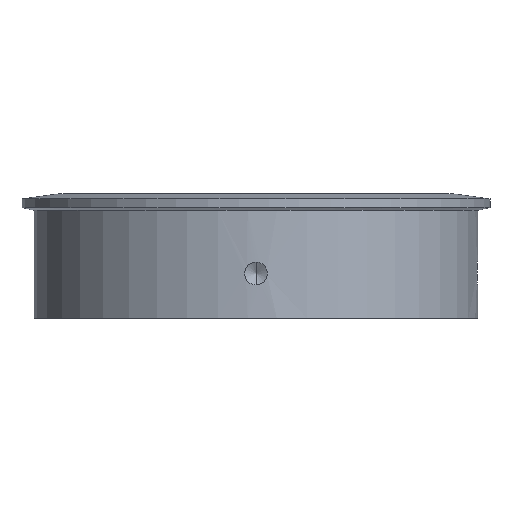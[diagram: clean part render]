
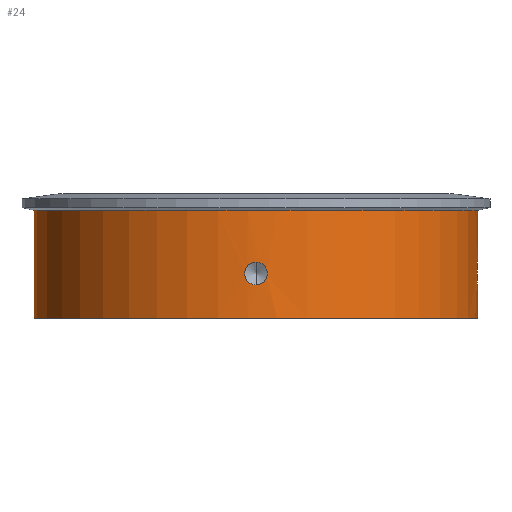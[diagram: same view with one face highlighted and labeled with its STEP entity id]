
A CAD part, front view. The second image highlights one B-rep face of the part: STEP entity #24.
In plain terms, the highlighted cylindrical face has radius 18.494 mm (diameter 36.988 mm), a partial arc.
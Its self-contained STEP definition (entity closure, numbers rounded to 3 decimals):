
#14=FACE_BOUND('',#93,.T.);
#24=ADVANCED_FACE('',(#58,#14),#488,.T.);
#58=FACE_OUTER_BOUND('',#92,.T.);
#92=EDGE_LOOP('',(#152,#153,#154,#155,#156,#157,#158));
#93=EDGE_LOOP('',(#159,#160));
#152=ORIENTED_EDGE('',*,*,#290,.F.);
#153=ORIENTED_EDGE('',*,*,#291,.T.);
#154=ORIENTED_EDGE('',*,*,#292,.T.);
#155=ORIENTED_EDGE('',*,*,#326,.F.);
#156=ORIENTED_EDGE('',*,*,#309,.F.);
#157=ORIENTED_EDGE('',*,*,#327,.F.);
#158=ORIENTED_EDGE('',*,*,#325,.F.);
#159=ORIENTED_EDGE('',*,*,#277,.T.);
#160=ORIENTED_EDGE('',*,*,#313,.T.);
#277=EDGE_CURVE('',#428,#447,#349,.T.);
#290=EDGE_CURVE('',#436,#454,#385,.T.);
#291=EDGE_CURVE('',#436,#437,#357,.T.);
#292=EDGE_CURVE('',#437,#457,#386,.T.);
#309=EDGE_CURVE('',#444,#456,#399,.T.);
#313=EDGE_CURVE('',#447,#428,#364,.T.);
#325=EDGE_CURVE('',#454,#455,#371,.T.);
#326=EDGE_CURVE('',#456,#457,#372,.T.);
#327=EDGE_CURVE('',#455,#444,#406,.T.);
#349=B_SPLINE_CURVE_WITH_KNOTS('',3,(#951,#952,#953,#954,#955,#956,#957,
#958,#959,#960,#961,#962,#963,#964,#965,#966,#967,#968,#969,#970,#971),
 .UNSPECIFIED.,.F.,.F.,(4,2,3,2,3,2,3,2,4),(0.,0.375,0.751,
1.126,1.501,1.877,2.252,2.628,
3.003),.UNSPECIFIED.);
#357=B_SPLINE_CURVE_WITH_KNOTS('',1,(#1035,#1036),.UNSPECIFIED.,.F.,.F.,
(2,2),(8.255,17.255),.UNSPECIFIED.);
#364=B_SPLINE_CURVE_WITH_KNOTS('',3,(#1133,#1134,#1135,#1136,#1137,#1138,
#1139,#1140,#1141,#1142,#1143,#1144,#1145,#1146,#1147,#1148,#1149,#1150,
#1151,#1152,#1153),.UNSPECIFIED.,.F.,.F.,(4,2,3,2,3,2,3,2,4),(3.003,
3.378,3.754,4.129,4.504,4.88,
5.255,5.631,6.006),.UNSPECIFIED.);
#371=B_SPLINE_CURVE_WITH_KNOTS('',1,(#1210,#1211),.UNSPECIFIED.,.F.,.F.,
(2,2),(8.255,12.013),.UNSPECIFIED.);
#372=B_SPLINE_CURVE_WITH_KNOTS('',1,(#1212,#1213),.UNSPECIFIED.,.F.,.F.,
(2,2),(14.913,17.255),.UNSPECIFIED.);
#385=(
BOUNDED_CURVE()
B_SPLINE_CURVE(2,(#1030,#1031,#1032,#1033,#1034),.UNSPECIFIED.,.F.,.F.)
B_SPLINE_CURVE_WITH_KNOTS((3,2,3),(0.,30.31,60.621),
 .UNSPECIFIED.)
CURVE()
GEOMETRIC_REPRESENTATION_ITEM()
RATIONAL_B_SPLINE_CURVE((1.,0.707,1.,0.707,1.))
REPRESENTATION_ITEM('')
);
#386=(
BOUNDED_CURVE()
B_SPLINE_CURVE(2,(#1037,#1038,#1039,#1040,#1041),.UNSPECIFIED.,.F.,.F.)
B_SPLINE_CURVE_WITH_KNOTS((3,2,3),(0.,30.31,60.621),
 .UNSPECIFIED.)
CURVE()
GEOMETRIC_REPRESENTATION_ITEM()
RATIONAL_B_SPLINE_CURVE((1.,0.707,1.,0.707,1.))
REPRESENTATION_ITEM('')
);
#399=(
BOUNDED_CURVE()
B_SPLINE_CURVE(3,(#1111,#1112,#1113,#1114,#1115,#1116,#1117,#1118,#1119,
#1120,#1121,#1122,#1123),.UNSPECIFIED.,.F.,.F.)
B_SPLINE_CURVE_WITH_KNOTS((4,3,3,3,4),(4.586,5.16,
5.733,6.306,6.88),.UNSPECIFIED.)
CURVE()
GEOMETRIC_REPRESENTATION_ITEM()
RATIONAL_B_SPLINE_CURVE((1.,1.,1.,1.,
1.,1.,1.,1.,
1.,1.,1.,1.,
1.))
REPRESENTATION_ITEM('')
);
#406=(
BOUNDED_CURVE()
B_SPLINE_CURVE(3,(#1214,#1215,#1216,#1217,#1218,#1219,#1220,#1221,#1222,
#1223,#1224,#1225,#1226),.UNSPECIFIED.,.F.,.F.)
B_SPLINE_CURVE_WITH_KNOTS((4,3,3,3,4),(2.293,2.867,
3.44,4.013,4.586),.UNSPECIFIED.)
CURVE()
GEOMETRIC_REPRESENTATION_ITEM()
RATIONAL_B_SPLINE_CURVE((1.,1.,1.,1.,
1.,1.,1.,1.,
1.,1.,1.,1.,
1.))
REPRESENTATION_ITEM('')
);
#428=VERTEX_POINT('',#878);
#436=VERTEX_POINT('',#886);
#437=VERTEX_POINT('',#887);
#444=VERTEX_POINT('',#894);
#447=VERTEX_POINT('',#897);
#454=VERTEX_POINT('',#904);
#455=VERTEX_POINT('',#905);
#456=VERTEX_POINT('',#906);
#457=VERTEX_POINT('',#907);
#488=CYLINDRICAL_SURFACE('',#593,18.494);
#593=AXIS2_PLACEMENT_3D('',#669,#616,$);
#616=DIRECTION('',(0.,0.,1.));
#669=CARTESIAN_POINT('',(0.,0.,1.459));
#878=CARTESIAN_POINT('',(0.,-18.494,1.65));
#886=CARTESIAN_POINT('',(-18.494,0.,5.959));
#887=CARTESIAN_POINT('',(-18.494,0.,-3.041));
#894=CARTESIAN_POINT('',(18.437,-1.45,0.751));
#897=CARTESIAN_POINT('',(0.,-18.494,-0.249));
#904=CARTESIAN_POINT('',(18.494,0.,5.959));
#905=CARTESIAN_POINT('',(18.494,0.,2.201));
#906=CARTESIAN_POINT('',(18.494,0.,-0.699));
#907=CARTESIAN_POINT('',(18.494,0.,-3.041));
#951=CARTESIAN_POINT('',(0.,-18.494,1.65));
#952=CARTESIAN_POINT('',(0.125,-18.494,1.65));
#953=CARTESIAN_POINT('',(0.248,-18.493,1.625));
#954=CARTESIAN_POINT('',(0.479,-18.488,1.53));
#955=CARTESIAN_POINT('',(0.583,-18.485,1.46));
#956=CARTESIAN_POINT('',(0.671,-18.482,1.372));
#957=CARTESIAN_POINT('',(0.76,-18.479,1.284));
#958=CARTESIAN_POINT('',(0.83,-18.475,1.179));
#959=CARTESIAN_POINT('',(0.925,-18.471,0.948));
#960=CARTESIAN_POINT('',(0.95,-18.47,0.825));
#961=CARTESIAN_POINT('',(0.95,-18.47,0.7));
#962=CARTESIAN_POINT('',(0.95,-18.47,0.576));
#963=CARTESIAN_POINT('',(0.925,-18.471,0.452));
#964=CARTESIAN_POINT('',(0.83,-18.475,0.222));
#965=CARTESIAN_POINT('',(0.76,-18.479,0.117));
#966=CARTESIAN_POINT('',(0.671,-18.482,0.029));
#967=CARTESIAN_POINT('',(0.583,-18.485,-0.059));
#968=CARTESIAN_POINT('',(0.479,-18.488,-0.129));
#969=CARTESIAN_POINT('',(0.248,-18.493,-0.225));
#970=CARTESIAN_POINT('',(0.125,-18.494,-0.249));
#971=CARTESIAN_POINT('',(0.,-18.494,-0.249));
#1030=CARTESIAN_POINT('',(-18.494,0.,5.959));
#1031=CARTESIAN_POINT('',(-18.494,-18.494,5.959));
#1032=CARTESIAN_POINT('',(0.,-18.494,5.959));
#1033=CARTESIAN_POINT('',(18.494,-18.494,5.959));
#1034=CARTESIAN_POINT('',(18.494,0.,5.959));
#1035=CARTESIAN_POINT('',(-18.494,0.,5.959));
#1036=CARTESIAN_POINT('',(-18.494,0.,-3.041));
#1037=CARTESIAN_POINT('',(-18.494,0.,-3.041));
#1038=CARTESIAN_POINT('',(-18.494,-18.494,-3.041));
#1039=CARTESIAN_POINT('',(0.,-18.494,-3.041));
#1040=CARTESIAN_POINT('',(18.494,-18.494,-3.041));
#1041=CARTESIAN_POINT('',(18.494,0.,-3.041));
#1111=CARTESIAN_POINT('',(18.437,-1.45,0.751));
#1112=CARTESIAN_POINT('',(18.437,-1.45,0.561));
#1113=CARTESIAN_POINT('',(18.44,-1.412,0.372));
#1114=CARTESIAN_POINT('',(18.445,-1.34,0.196));
#1115=CARTESIAN_POINT('',(18.451,-1.267,0.02));
#1116=CARTESIAN_POINT('',(18.458,-1.16,-0.14));
#1117=CARTESIAN_POINT('',(18.466,-1.025,-0.274));
#1118=CARTESIAN_POINT('',(18.473,-0.891,-0.409));
#1119=CARTESIAN_POINT('',(18.48,-0.731,-0.516));
#1120=CARTESIAN_POINT('',(18.486,-0.555,-0.589));
#1121=CARTESIAN_POINT('',(18.491,-0.379,-0.661));
#1122=CARTESIAN_POINT('',(18.494,-0.191,-0.699));
#1123=CARTESIAN_POINT('',(18.494,0.,-0.699));
#1133=CARTESIAN_POINT('',(0.,-18.494,-0.249));
#1134=CARTESIAN_POINT('',(-0.125,-18.494,-0.249));
#1135=CARTESIAN_POINT('',(-0.248,-18.493,-0.225));
#1136=CARTESIAN_POINT('',(-0.479,-18.488,-0.129));
#1137=CARTESIAN_POINT('',(-0.583,-18.485,-0.059));
#1138=CARTESIAN_POINT('',(-0.671,-18.482,0.029));
#1139=CARTESIAN_POINT('',(-0.76,-18.479,0.117));
#1140=CARTESIAN_POINT('',(-0.83,-18.475,0.222));
#1141=CARTESIAN_POINT('',(-0.925,-18.471,0.452));
#1142=CARTESIAN_POINT('',(-0.95,-18.47,0.576));
#1143=CARTESIAN_POINT('',(-0.95,-18.47,0.7));
#1144=CARTESIAN_POINT('',(-0.95,-18.47,0.825));
#1145=CARTESIAN_POINT('',(-0.925,-18.471,0.948));
#1146=CARTESIAN_POINT('',(-0.83,-18.475,1.179));
#1147=CARTESIAN_POINT('',(-0.76,-18.479,1.284));
#1148=CARTESIAN_POINT('',(-0.671,-18.482,1.372));
#1149=CARTESIAN_POINT('',(-0.583,-18.485,1.46));
#1150=CARTESIAN_POINT('',(-0.479,-18.488,1.53));
#1151=CARTESIAN_POINT('',(-0.248,-18.493,1.625));
#1152=CARTESIAN_POINT('',(-0.125,-18.494,1.65));
#1153=CARTESIAN_POINT('',(0.,-18.494,1.65));
#1210=CARTESIAN_POINT('',(18.494,0.,5.959));
#1211=CARTESIAN_POINT('',(18.494,0.,2.201));
#1212=CARTESIAN_POINT('',(18.494,0.,-0.699));
#1213=CARTESIAN_POINT('',(18.494,0.,-3.041));
#1214=CARTESIAN_POINT('',(18.494,0.,2.201));
#1215=CARTESIAN_POINT('',(18.494,-0.191,2.201));
#1216=CARTESIAN_POINT('',(18.491,-0.379,2.164));
#1217=CARTESIAN_POINT('',(18.486,-0.555,2.091));
#1218=CARTESIAN_POINT('',(18.48,-0.731,2.018));
#1219=CARTESIAN_POINT('',(18.473,-0.891,1.911));
#1220=CARTESIAN_POINT('',(18.466,-1.025,1.776));
#1221=CARTESIAN_POINT('',(18.458,-1.16,1.642));
#1222=CARTESIAN_POINT('',(18.451,-1.267,1.482));
#1223=CARTESIAN_POINT('',(18.445,-1.34,1.306));
#1224=CARTESIAN_POINT('',(18.44,-1.412,1.13));
#1225=CARTESIAN_POINT('',(18.437,-1.45,0.942));
#1226=CARTESIAN_POINT('',(18.437,-1.45,0.751));
